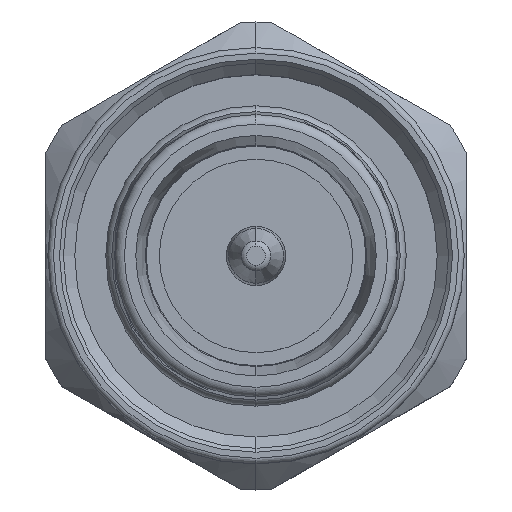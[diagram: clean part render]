
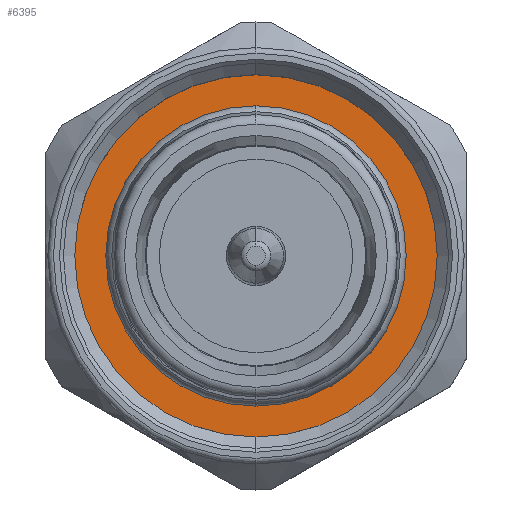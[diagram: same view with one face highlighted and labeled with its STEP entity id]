
A CAD part, top view. The second image highlights one B-rep face of the part: STEP entity #6395.
In plain terms, the highlighted face is planar.
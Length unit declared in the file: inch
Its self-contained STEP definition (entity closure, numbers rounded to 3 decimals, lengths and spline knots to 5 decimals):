
#21 = EDGE_CURVE ( 'NONE', #1073, #6673, #4227, .T. ) ;
#444 = DIRECTION ( 'NONE',  ( -1., 0., 0. ) ) ;
#980 = EDGE_CURVE ( 'NONE', #6673, #1073, #9503, .T. ) ;
#1073 = VERTEX_POINT ( 'NONE', #5026 ) ;
#1304 = DIRECTION ( 'NONE',  ( 0., -1., 0. ) ) ;
#1380 = ORIENTED_EDGE ( 'NONE', *, *, #3233, .F. ) ;
#1967 = ORIENTED_EDGE ( 'NONE', *, *, #6901, .F. ) ;
#2009 = DIRECTION ( 'NONE',  ( 0., -1., 0. ) ) ;
#3129 = DIRECTION ( 'NONE',  ( 0., -1., 0. ) ) ;
#3233 = EDGE_CURVE ( 'NONE', #8616, #5073, #3425, .T. ) ;
#3425 = CIRCLE ( 'NONE', #7923, 0.29729 ) ;
#3618 = EDGE_LOOP ( 'NONE', ( #1967, #1380 ) ) ;
#3899 = CARTESIAN_POINT ( 'NONE',  ( 0.33143, 0., 0. ) ) ;
#4136 = EDGE_LOOP ( 'NONE', ( #10826, #7387 ) ) ;
#4227 = CIRCLE ( 'NONE', #7643, 0.37364 ) ;
#5026 = CARTESIAN_POINT ( 'NONE',  ( 0.33143, -0.37364, 0. ) ) ;
#5073 = VERTEX_POINT ( 'NONE', #5557 ) ;
#5170 = DIRECTION ( 'NONE',  ( 1., 0., 0. ) ) ;
#5557 = CARTESIAN_POINT ( 'NONE',  ( 0.33143, -0.29729, 0. ) ) ;
#5646 = DIRECTION ( 'NONE',  ( 0., -1., 0. ) ) ;
#5758 = AXIS2_PLACEMENT_3D ( 'NONE', #7823, #5170, #8610 ) ;
#6282 = CARTESIAN_POINT ( 'NONE',  ( 0.33143, 0., 0. ) ) ;
#6395 = ADVANCED_FACE ( 'NONE', ( #9446, #7067 ), #10498, .F. ) ;
#6595 = CARTESIAN_POINT ( 'NONE',  ( 0.33143, 0., 0. ) ) ;
#6673 = VERTEX_POINT ( 'NONE', #10213 ) ;
#6901 = EDGE_CURVE ( 'NONE', #5073, #8616, #8837, .T. ) ;
#7067 = FACE_OUTER_BOUND ( 'NONE', #4136, .T. ) ;
#7213 = AXIS2_PLACEMENT_3D ( 'NONE', #8803, #7333, #2009 ) ;
#7331 = DIRECTION ( 'NONE',  ( -1., 0., 0. ) ) ;
#7333 = DIRECTION ( 'NONE',  ( -1., 0., 0. ) ) ;
#7387 = ORIENTED_EDGE ( 'NONE', *, *, #980, .T. ) ;
#7643 = AXIS2_PLACEMENT_3D ( 'NONE', #6282, #8990, #1304 ) ;
#7823 = CARTESIAN_POINT ( 'NONE',  ( 0.33143, 0., 0. ) ) ;
#7923 = AXIS2_PLACEMENT_3D ( 'NONE', #6595, #444, #5646 ) ;
#8610 = DIRECTION ( 'NONE',  ( 0., 1., 0. ) ) ;
#8616 = VERTEX_POINT ( 'NONE', #8681 ) ;
#8681 = CARTESIAN_POINT ( 'NONE',  ( 0.33143, 0.29729, 0. ) ) ;
#8803 = CARTESIAN_POINT ( 'NONE',  ( 0.33143, 0., 0. ) ) ;
#8837 = CIRCLE ( 'NONE', #7213, 0.29729 ) ;
#8990 = DIRECTION ( 'NONE',  ( -1., 0., 0. ) ) ;
#9446 = FACE_BOUND ( 'NONE', #3618, .T. ) ;
#9503 = CIRCLE ( 'NONE', #10747, 0.37364 ) ;
#10213 = CARTESIAN_POINT ( 'NONE',  ( 0.33143, 0.37364, 0. ) ) ;
#10498 = PLANE ( 'NONE',  #5758 ) ;
#10747 = AXIS2_PLACEMENT_3D ( 'NONE', #3899, #7331, #3129 ) ;
#10826 = ORIENTED_EDGE ( 'NONE', *, *, #21, .T. ) ;
